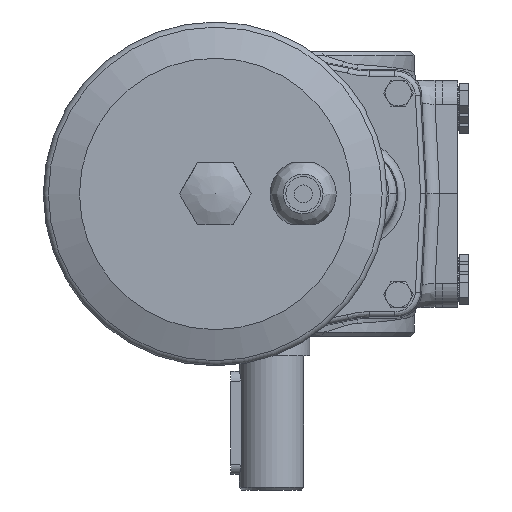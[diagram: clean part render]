
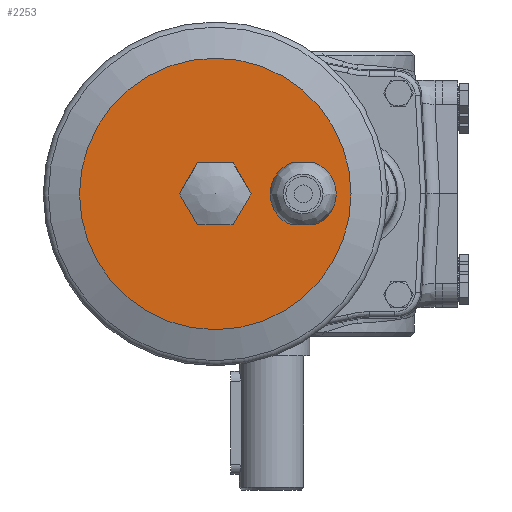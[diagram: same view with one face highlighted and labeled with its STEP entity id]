
A CAD part, left-side view. The second image highlights one B-rep face of the part: STEP entity #2253.
In plain terms, the highlighted planar face has unit normal (-1, 0, 0).
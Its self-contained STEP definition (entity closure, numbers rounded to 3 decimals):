
#2253 = ADVANCED_FACE( '', ( #4861, #4862, #4863 ), #4864, .T. );
#4861 = FACE_BOUND( '', #12709, .T. );
#4862 = FACE_OUTER_BOUND( '', #12710, .T. );
#4863 = FACE_BOUND( '', #12711, .T. );
#4864 = PLANE( '', #12712 );
#12709 = EDGE_LOOP( '', ( #18721, #18722, #18723, #18724 ) );
#12710 = EDGE_LOOP( '', ( #18725 ) );
#12711 = EDGE_LOOP( '', ( #18726, #18727, #18728, #18729, #18730, #18731 ) );
#12712 = AXIS2_PLACEMENT_3D( '', #18732, #18733, #18734 );
#18721 = ORIENTED_EDGE( '', *, *, #19986, .F. );
#18722 = ORIENTED_EDGE( '', *, *, #21239, .F. );
#18723 = ORIENTED_EDGE( '', *, *, #21577, .F. );
#18724 = ORIENTED_EDGE( '', *, *, #21340, .T. );
#18725 = ORIENTED_EDGE( '', *, *, #21477, .T. );
#18726 = ORIENTED_EDGE( '', *, *, #21578, .T. );
#18727 = ORIENTED_EDGE( '', *, *, #21211, .T. );
#18728 = ORIENTED_EDGE( '', *, *, #20536, .T. );
#18729 = ORIENTED_EDGE( '', *, *, #20645, .T. );
#18730 = ORIENTED_EDGE( '', *, *, #21014, .T. );
#18731 = ORIENTED_EDGE( '', *, *, #19818, .T. );
#18732 = CARTESIAN_POINT( '', ( -463., -30.7, 0. ) );
#18733 = DIRECTION( '', ( -1., 0., 0. ) );
#18734 = DIRECTION( '', ( 0., -1., 0. ) );
#19818 = EDGE_CURVE( '', #22560, #22564, #22566, .T. );
#19986 = EDGE_CURVE( '', #22844, #22845, #22846, .T. );
#20536 = EDGE_CURVE( '', #23672, #23674, #23676, .T. );
#20645 = EDGE_CURVE( '', #23674, #23829, #23831, .T. );
#21014 = EDGE_CURVE( '', #23829, #22560, #24311, .T. );
#21211 = EDGE_CURVE( '', #24550, #23672, #24552, .T. );
#21239 = EDGE_CURVE( '', #24583, #22844, #24585, .T. );
#21340 = EDGE_CURVE( '', #24707, #22845, #24708, .T. );
#21477 = EDGE_CURVE( '', #24859, #24859, #24860, .T. );
#21577 = EDGE_CURVE( '', #24707, #24583, #24967, .T. );
#21578 = EDGE_CURVE( '', #22564, #24550, #24968, .T. );
#22560 = VERTEX_POINT( '', #26940 );
#22564 = VERTEX_POINT( '', #26945 );
#22566 = LINE( '', #26948, #26949 );
#22844 = VERTEX_POINT( '', #27673 );
#22845 = VERTEX_POINT( '', #27674 );
#22846 = CIRCLE( '', #27675, 12.8 );
#23672 = VERTEX_POINT( '', #29515 );
#23674 = VERTEX_POINT( '', #29518 );
#23676 = LINE( '', #29521, #29522 );
#23829 = VERTEX_POINT( '', #29847 );
#23831 = LINE( '', #29850, #29851 );
#24311 = LINE( '', #31067, #31068 );
#24550 = VERTEX_POINT( '', #31674 );
#24552 = LINE( '', #31677, #31678 );
#24583 = VERTEX_POINT( '', #31728 );
#24585 = LINE( '', #31731, #31732 );
#24707 = VERTEX_POINT( '', #32105 );
#24708 = LINE( '', #32106, #32107 );
#24859 = VERTEX_POINT( '', #32343 );
#24860 = CIRCLE( '', #32344, 52.5 );
#24967 = CIRCLE( '', #32541, 12.8 );
#24968 = LINE( '', #32542, #32543 );
#26940 = CARTESIAN_POINT( '', ( -463., 14.872, -12. ) );
#26945 = CARTESIAN_POINT( '', ( -463., 28.728, -12. ) );
#26948 = CARTESIAN_POINT( '', ( -463., 14.872, -12. ) );
#26949 = VECTOR( '', #33335, 1000. );
#27673 = CARTESIAN_POINT( '', ( -463., -7.746, 12. ) );
#27674 = CARTESIAN_POINT( '', ( -463., -7.746, -12. ) );
#27675 = AXIS2_PLACEMENT_3D( '', #33524, #33525, #33526 );
#29515 = CARTESIAN_POINT( '', ( -463., 28.728, 12. ) );
#29518 = CARTESIAN_POINT( '', ( -463., 14.872, 12. ) );
#29521 = CARTESIAN_POINT( '', ( -463., 28.728, 12. ) );
#29522 = VECTOR( '', #34146, 1000. );
#29847 = CARTESIAN_POINT( '', ( -463., 7.944, 0. ) );
#29850 = CARTESIAN_POINT( '', ( -463., 14.872, 12. ) );
#29851 = VECTOR( '', #34265, 1000. );
#31067 = CARTESIAN_POINT( '', ( -463., 7.944, 0. ) );
#31068 = VECTOR( '', #34648, 1000. );
#31674 = CARTESIAN_POINT( '', ( -463., 35.656, 0. ) );
#31677 = CARTESIAN_POINT( '', ( -463., 35.656, 0. ) );
#31678 = VECTOR( '', #34808, 1000. );
#31728 = CARTESIAN_POINT( '', ( -463., -16.654, 12. ) );
#31731 = CARTESIAN_POINT( '', ( -463., -16.654, 12. ) );
#31732 = VECTOR( '', #34832, 1000. );
#32105 = CARTESIAN_POINT( '', ( -463., -16.654, -12. ) );
#32106 = CARTESIAN_POINT( '', ( -463., -16.654, -12. ) );
#32107 = VECTOR( '', #34910, 1000. );
#32343 = CARTESIAN_POINT( '', ( -463., -30.7, 0. ) );
#32344 = AXIS2_PLACEMENT_3D( '', #35011, #35012, #35013 );
#32541 = AXIS2_PLACEMENT_3D( '', #35046, #35047, #35048 );
#32542 = CARTESIAN_POINT( '', ( -463., 28.728, -12. ) );
#32543 = VECTOR( '', #35049, 1000. );
#33335 = DIRECTION( '', ( 0., 1., 0. ) );
#33524 = CARTESIAN_POINT( '', ( -463., -12.2, 0. ) );
#33525 = DIRECTION( '', ( -1., 0., 0. ) );
#33526 = DIRECTION( '', ( 0., -1., 0. ) );
#34146 = DIRECTION( '', ( 0., -1., 0. ) );
#34265 = DIRECTION( '', ( 0., -0.5, -0.866 ) );
#34648 = DIRECTION( '', ( 0., 0.5, -0.866 ) );
#34808 = DIRECTION( '', ( 0., -0.5, 0.866 ) );
#34832 = DIRECTION( '', ( 0., 1., 0. ) );
#34910 = DIRECTION( '', ( 0., 1., 0. ) );
#35011 = CARTESIAN_POINT( '', ( -463., 21.8, 0. ) );
#35012 = DIRECTION( '', ( -1., 0., 0. ) );
#35013 = DIRECTION( '', ( 0., -1., 0. ) );
#35046 = CARTESIAN_POINT( '', ( -463., -12.2, 0. ) );
#35047 = DIRECTION( '', ( -1., 0., 0. ) );
#35048 = DIRECTION( '', ( 0., -1., 0. ) );
#35049 = DIRECTION( '', ( 0., 0.5, 0.866 ) );
